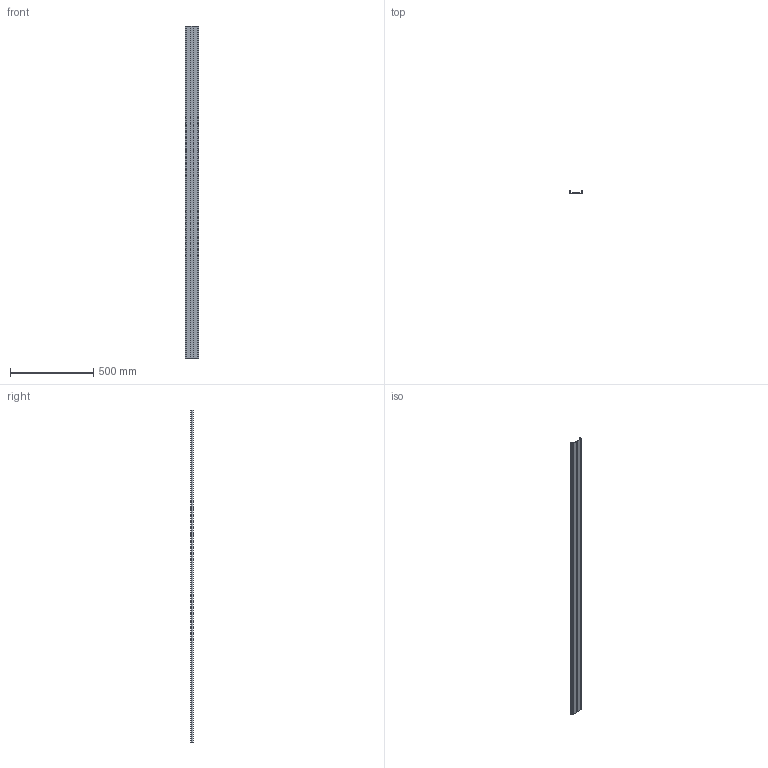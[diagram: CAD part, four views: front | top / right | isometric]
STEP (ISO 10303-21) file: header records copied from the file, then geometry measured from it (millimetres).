
FILE_DESCRIPTION (( 'STEP AP203' ), '1' );
FILE_NAME ('5680.3_RS-SP1_Klemmprofil_2000mm_STEP.stp', '2010-06-30T06:30:38', ( 'IT/IS CE' ), ( 'CONTA-CLIP' ), 'SwSTEP 2.0', 'SolidWorks 2009', '' );
FILE_SCHEMA (( 'CONFIG_CONTROL_DESIGN' ));
Length unit declared in the file: millimetre
Products named in the file (1): Klemmprofil-70mm_P-46694N_2000mm-Laenge_STEP-AP203
Bounding box: 84 x 16.7 x 2000 mm (x, y, z)
Volume: 594523.6 mm3; surface area: 644776 mm2
Topology: 1 solids, 1 shells, 180 faces, 534 edges, 356 vertices
Faces by surface type: plane 106, cylinder 74
Entity records: 6131 total; most frequent: CARTESIAN_POINT 1071, ORIENTED_EDGE 1068, DIRECTION 1044, EDGE_CURVE 534, VECTOR 386, LINE 386, VERTEX_POINT 356, AXIS2_PLACEMENT_3D 329
